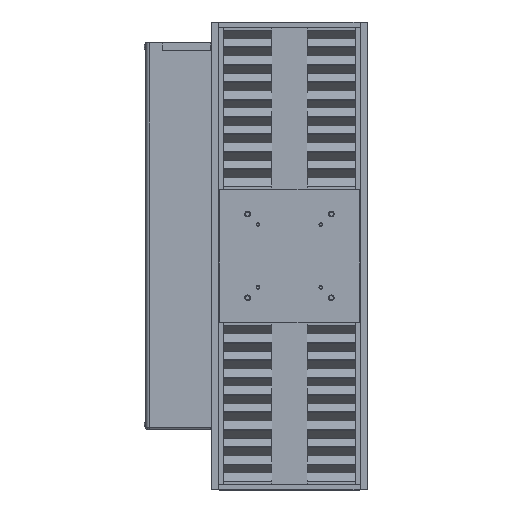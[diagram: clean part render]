
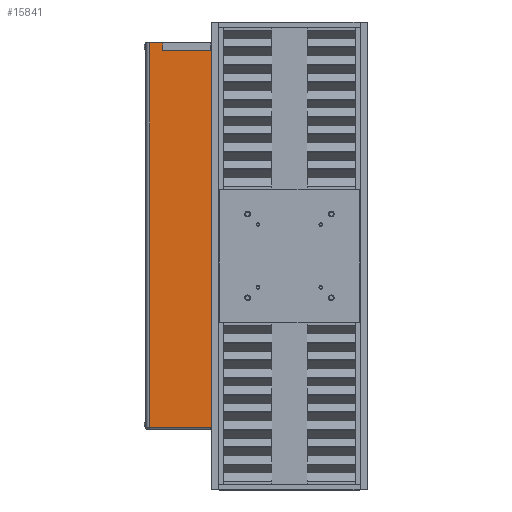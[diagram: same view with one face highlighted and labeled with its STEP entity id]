
A CAD part, top view. The second image highlights one B-rep face of the part: STEP entity #15841.
In plain terms, the highlighted planar face has unit normal (0, 0, 1).
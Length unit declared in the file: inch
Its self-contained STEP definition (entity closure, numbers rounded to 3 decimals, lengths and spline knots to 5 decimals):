
#328 = VERTEX_POINT ( 'NONE', #17086 ) ;
#864 = EDGE_CURVE ( 'NONE', #7532, #6121, #14729, .T. ) ;
#896 = CARTESIAN_POINT ( 'NONE',  ( -6.688, -19.4008, 1.86 ) ) ;
#1490 = DIRECTION ( 'NONE',  ( 1., 0., 0. ) ) ;
#1516 = CARTESIAN_POINT ( 'NONE',  ( -6.688, -0.995, 1.86 ) ) ;
#1539 = LINE ( 'NONE', #1516, #15736 ) ;
#1695 = DIRECTION ( 'NONE',  ( 0., -1., 0. ) ) ;
#1714 = CARTESIAN_POINT ( 'NONE',  ( -3.75, -1.37, 1.86 ) ) ;
#1716 = LINE ( 'NONE', #1714, #6564 ) ;
#2718 = VECTOR ( 'NONE', #7410, 39.37008 ) ;
#2805 = EDGE_CURVE ( 'NONE', #6963, #9314, #5101, .T. ) ;
#3466 = CARTESIAN_POINT ( 'NONE',  ( -6.0625, -0.995, 1.86 ) ) ;
#3512 = DIRECTION ( 'NONE',  ( 0., -1., 0. ) ) ;
#3527 = CARTESIAN_POINT ( 'NONE',  ( -6.688, 1.0221, 1.86 ) ) ;
#3533 = LINE ( 'NONE', #3527, #4489 ) ;
#3996 = ORIENTED_EDGE ( 'NONE', *, *, #2805, .F. ) ;
#4222 = EDGE_CURVE ( 'NONE', #9314, #328, #16738, .T. ) ;
#4489 = VECTOR ( 'NONE', #3512, 39.37008 ) ;
#4670 = EDGE_LOOP ( 'NONE', ( #6105, #3996, #11354, #13356, #13368, #13303, #13408 ) ) ;
#4932 = CARTESIAN_POINT ( 'NONE',  ( -6.688, -0.995, 1.86 ) ) ;
#4996 = CARTESIAN_POINT ( 'NONE',  ( -3.75, -1.37, 1.86 ) ) ;
#5075 = DIRECTION ( 'NONE',  ( 0., -1., 0. ) ) ;
#5079 = CARTESIAN_POINT ( 'NONE',  ( -6.0625, 1.0221, 1.86 ) ) ;
#5101 = LINE ( 'NONE', #5079, #8231 ) ;
#6105 = ORIENTED_EDGE ( 'NONE', *, *, #4222, .F. ) ;
#6121 = VERTEX_POINT ( 'NONE', #7629 ) ;
#6564 = VECTOR ( 'NONE', #1695, 39.37008 ) ;
#6948 = EDGE_CURVE ( 'NONE', #13067, #7532, #3533, .T. ) ;
#6963 = VERTEX_POINT ( 'NONE', #3466 ) ;
#7410 = DIRECTION ( 'NONE',  ( 1., 0., 0. ) ) ;
#7506 = CARTESIAN_POINT ( 'NONE',  ( -6.688, -1.37, 1.86 ) ) ;
#7532 = VERTEX_POINT ( 'NONE', #896 ) ;
#7594 = LINE ( 'NONE', #7506, #2718 ) ;
#7629 = CARTESIAN_POINT ( 'NONE',  ( -3.75, -19.4008, 1.86 ) ) ;
#8231 = VECTOR ( 'NONE', #5075, 39.37008 ) ;
#9314 = VERTEX_POINT ( 'NONE', #15480 ) ;
#9804 = AXIS2_PLACEMENT_3D ( 'NONE', #13502, #13436, #13414 ) ;
#11354 = ORIENTED_EDGE ( 'NONE', *, *, #15164, .F. ) ;
#13067 = VERTEX_POINT ( 'NONE', #4932 ) ;
#13303 = ORIENTED_EDGE ( 'NONE', *, *, #13828, .F. ) ;
#13356 = ORIENTED_EDGE ( 'NONE', *, *, #6948, .T. ) ;
#13368 = ORIENTED_EDGE ( 'NONE', *, *, #864, .T. ) ;
#13408 = ORIENTED_EDGE ( 'NONE', *, *, #14903, .F. ) ;
#13414 = DIRECTION ( 'NONE',  ( 0., 1., 0. ) ) ;
#13436 = DIRECTION ( 'NONE',  ( 0., 0., -1. ) ) ;
#13502 = CARTESIAN_POINT ( 'NONE',  ( -6.688, 1.0221, 1.86 ) ) ;
#13600 = PLANE ( 'NONE',  #9804 ) ;
#13695 = FACE_OUTER_BOUND ( 'NONE', #4670, .T. ) ;
#13828 = EDGE_CURVE ( 'NONE', #17954, #6121, #1716, .T. ) ;
#14697 = DIRECTION ( 'NONE',  ( 1., 0., 0. ) ) ;
#14703 = CARTESIAN_POINT ( 'NONE',  ( -6.688, -19.4008, 1.86 ) ) ;
#14729 = LINE ( 'NONE', #14703, #16459 ) ;
#14730 = VECTOR ( 'NONE', #16719, 39.37008 ) ;
#14903 = EDGE_CURVE ( 'NONE', #328, #17954, #7594, .T. ) ;
#15164 = EDGE_CURVE ( 'NONE', #13067, #6963, #1539, .T. ) ;
#15480 = CARTESIAN_POINT ( 'NONE',  ( -6.0625, -1.37, 1.86 ) ) ;
#15736 = VECTOR ( 'NONE', #1490, 39.37008 ) ;
#15841 = ADVANCED_FACE ( 'NONE', ( #13695 ), #13600, .F. ) ;
#16459 = VECTOR ( 'NONE', #14697, 39.37008 ) ;
#16719 = DIRECTION ( 'NONE',  ( 1., 0., 0. ) ) ;
#16736 = CARTESIAN_POINT ( 'NONE',  ( -6.688, -1.37, 1.86 ) ) ;
#16738 = LINE ( 'NONE', #16736, #14730 ) ;
#17086 = CARTESIAN_POINT ( 'NONE',  ( -3.7655, -1.37, 1.86 ) ) ;
#17954 = VERTEX_POINT ( 'NONE', #4996 ) ;
